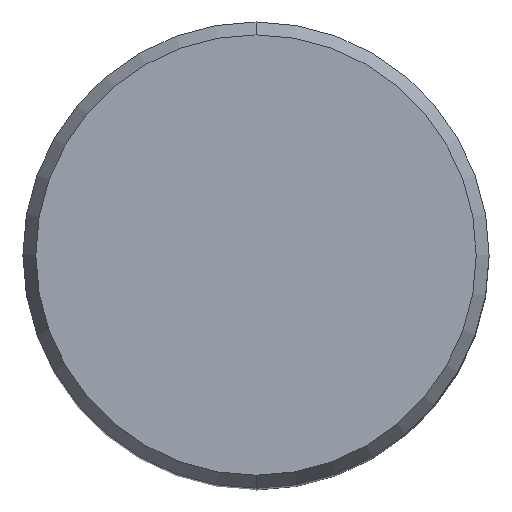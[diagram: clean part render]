
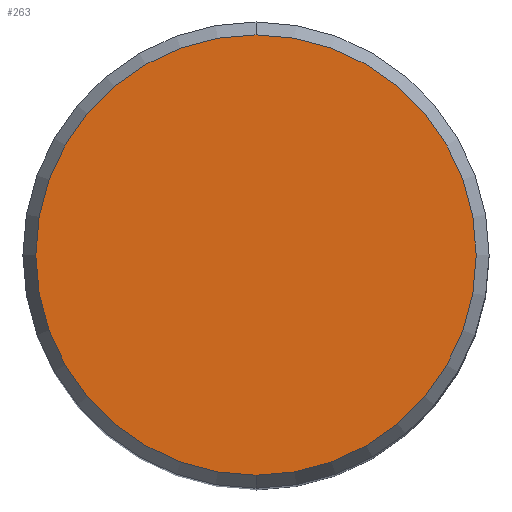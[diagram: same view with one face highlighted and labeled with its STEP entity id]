
A CAD part, top view. The second image highlights one B-rep face of the part: STEP entity #263.
In plain terms, the highlighted planar face has unit normal (0, 0, 1).
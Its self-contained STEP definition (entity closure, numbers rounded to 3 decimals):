
#223=EDGE_CURVE('',#309,#471,#585,.T.);
#263=ADVANCED_FACE('',(#630),#631,.T.);
#301=EDGE_CURVE('',#471,#309,#673,.T.);
#309=VERTEX_POINT('',#681);
#471=VERTEX_POINT('',#863);
#585=CIRCLE('',#982,11.807);
#630=FACE_OUTER_BOUND('',#1106,.T.);
#631=PLANE('',#1107);
#673=CIRCLE('',#1180,11.807);
#681=CARTESIAN_POINT('',(0.,-11.807,0.0));
#863=CARTESIAN_POINT('',(0.0,11.807,0.0));
#982=AXIS2_PLACEMENT_3D('',#1847,#1848,#1849);
#1106=EDGE_LOOP('',(#1900,#1901));
#1107=AXIS2_PLACEMENT_3D('',#1902,#1903,#1904);
#1180=AXIS2_PLACEMENT_3D('',#1937,#1938,#1939);
#1847=CARTESIAN_POINT('',(0.0,0.0,0.0));
#1848=DIRECTION('',(0.0,0.0,-1.0));
#1849=DIRECTION('',(0.0,1.0,0.0));
#1900=ORIENTED_EDGE('',*,*,#301,.F.);
#1901=ORIENTED_EDGE('',*,*,#223,.F.);
#1902=CARTESIAN_POINT('',(0.0,5.904,0.0));
#1903=DIRECTION('',(-0.0,0.0,1.0));
#1904=DIRECTION('',(0.0,-1.0,0.0));
#1937=CARTESIAN_POINT('',(0.0,0.0,0.0));
#1938=DIRECTION('',(0.0,0.0,-1.0));
#1939=DIRECTION('',(0.0,1.0,0.0));
